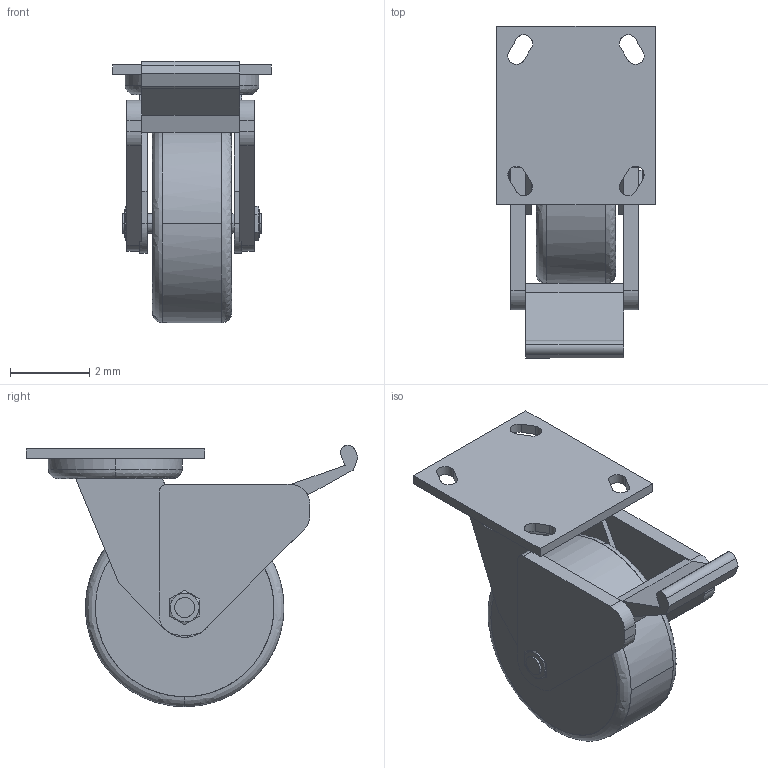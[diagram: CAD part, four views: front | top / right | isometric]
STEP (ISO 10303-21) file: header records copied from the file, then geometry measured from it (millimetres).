
FILE_DESCRIPTION((''),'2;1');
FILE_NAME('13CA8104.stp','2015-07-14T15:50:17',(''),(''),'Mechanical Desktop 2011','Mechanical Desktop 2011',', , ');
FILE_SCHEMA(('CONFIG_CONTROL_DESIGN'));
Length unit declared in the file: millimetre
Products named in the file (1): Product
Bounding box: 4 x 8.37 x 6.59 mm (x, y, z)
Surface area: 216.9 mm2 (no closed solid volume)
Topology: 0 solids, 0 shells, 122 faces, 633 edges, 633 vertices
Faces by surface type: bspline 122
Entity records: 7962 total; most frequent: CARTESIAN_POINT 5204, QUASI_UNIFORM_CURVE 954, PCURVE 633, COMPOSITE_CURVE_SEGMENT 633, OUTER_BOUNDARY_CURVE 122, CURVE_BOUNDED_SURFACE 122, B_SPLINE_CURVE_WITH_KNOTS 99, B_SPLINE_SURFACE_WITH_KNOTS 78
